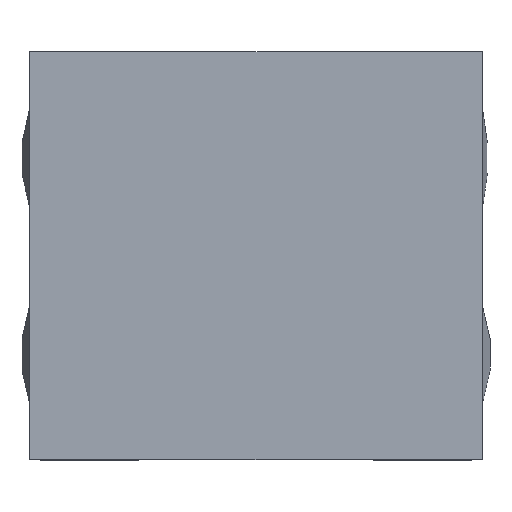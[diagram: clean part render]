
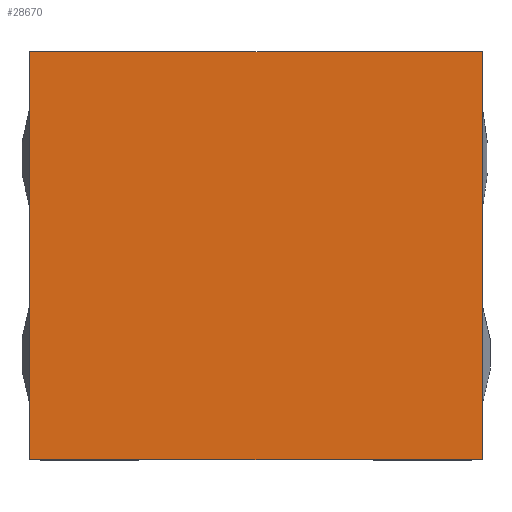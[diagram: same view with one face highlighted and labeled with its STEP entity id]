
A CAD part, top view. The second image highlights one B-rep face of the part: STEP entity #28670.
In plain terms, the highlighted planar face has unit normal (0, 0, 1).
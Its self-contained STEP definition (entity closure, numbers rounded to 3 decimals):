
#1538 = FACE_OUTER_BOUND ( 'NONE', #9756, .T. ) ;
#2179 = DIRECTION ( 'NONE',  ( 0., -1., 0. ) ) ;
#4241 = CARTESIAN_POINT ( 'NONE',  ( 6., 5.4, 6.4 ) ) ;
#4342 = LINE ( 'NONE', #26634, #21945 ) ;
#4989 = ORIENTED_EDGE ( 'NONE', *, *, #9355, .T. ) ;
#5217 = DIRECTION ( 'NONE',  ( -1., 0., 0. ) ) ;
#5303 = LINE ( 'NONE', #35874, #22199 ) ;
#7281 = VECTOR ( 'NONE', #18604, 1000. ) ;
#7547 = LINE ( 'NONE', #13809, #7281 ) ;
#8001 = CARTESIAN_POINT ( 'NONE',  ( -6., 5.4, 6.4 ) ) ;
#9355 = EDGE_CURVE ( 'NONE', #17323, #33981, #4342, .T. ) ;
#9756 = EDGE_LOOP ( 'NONE', ( #35921, #26616, #4989, #31906 ) ) ;
#9762 = DIRECTION ( 'NONE',  ( 0., 0., 1. ) ) ;
#10486 = EDGE_CURVE ( 'NONE', #12916, #17323, #30804, .T. ) ;
#12916 = VERTEX_POINT ( 'NONE', #4241 ) ;
#13038 = DIRECTION ( 'NONE',  ( 0., 1., 0. ) ) ;
#13809 = CARTESIAN_POINT ( 'NONE',  ( -6., -5.4, 6.4 ) ) ;
#15030 = CARTESIAN_POINT ( 'NONE',  ( -6., 5.4, 6.4 ) ) ;
#17117 = CARTESIAN_POINT ( 'NONE',  ( 6., -5.4, 6.4 ) ) ;
#17323 = VERTEX_POINT ( 'NONE', #15030 ) ;
#18252 = CARTESIAN_POINT ( 'NONE',  ( 0., 0., 6.4 ) ) ;
#18604 = DIRECTION ( 'NONE',  ( 1., 0., 0. ) ) ;
#18806 = DIRECTION ( 'NONE',  ( 1., 0., 0. ) ) ;
#21318 = EDGE_CURVE ( 'NONE', #33981, #24178, #7547, .T. ) ;
#21945 = VECTOR ( 'NONE', #2179, 1000. ) ;
#22199 = VECTOR ( 'NONE', #13038, 1000. ) ;
#23826 = AXIS2_PLACEMENT_3D ( 'NONE', #18252, #9762, #18806 ) ;
#24178 = VERTEX_POINT ( 'NONE', #17117 ) ;
#24296 = PLANE ( 'NONE',  #23826 ) ;
#26616 = ORIENTED_EDGE ( 'NONE', *, *, #10486, .T. ) ;
#26634 = CARTESIAN_POINT ( 'NONE',  ( -6., 5.4, 6.4 ) ) ;
#28029 = CARTESIAN_POINT ( 'NONE',  ( -6., -5.4, 6.4 ) ) ;
#28670 = ADVANCED_FACE ( 'NONE', ( #1538 ), #24296, .T. ) ;
#30804 = LINE ( 'NONE', #8001, #30836 ) ;
#30836 = VECTOR ( 'NONE', #5217, 1000. ) ;
#31906 = ORIENTED_EDGE ( 'NONE', *, *, #21318, .T. ) ;
#33981 = VERTEX_POINT ( 'NONE', #28029 ) ;
#35872 = EDGE_CURVE ( 'NONE', #24178, #12916, #5303, .T. ) ;
#35874 = CARTESIAN_POINT ( 'NONE',  ( 6., 5.4, 6.4 ) ) ;
#35921 = ORIENTED_EDGE ( 'NONE', *, *, #35872, .T. ) ;
